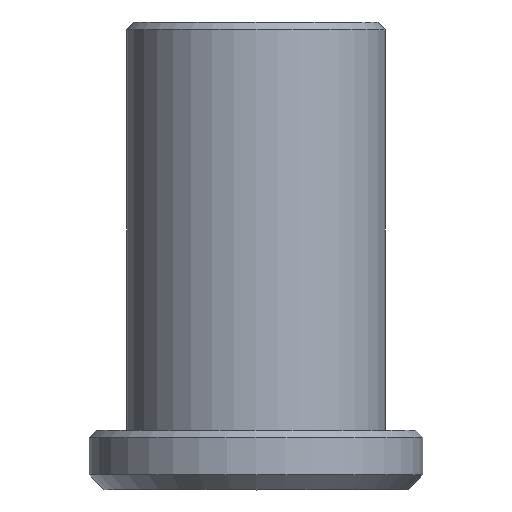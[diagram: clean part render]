
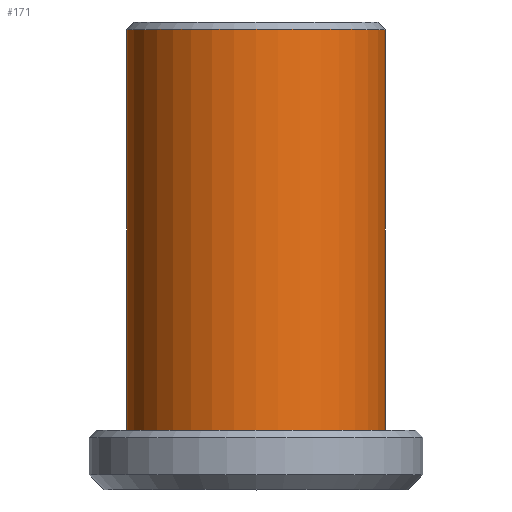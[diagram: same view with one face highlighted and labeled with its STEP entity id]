
A CAD part, top view. The second image highlights one B-rep face of the part: STEP entity #171.
In plain terms, the highlighted cylindrical face has radius 17.45 mm (diameter 34.9 mm), a full revolution.
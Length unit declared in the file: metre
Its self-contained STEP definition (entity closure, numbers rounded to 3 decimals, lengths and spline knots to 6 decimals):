
#15=CYLINDRICAL_SURFACE('',#209,0.01745);
#29=FACE_OUTER_BOUND('',#42,.T.);
#42=EDGE_LOOP('',(#127,#128,#129,#130));
#56=LINE('',#304,#64);
#64=VECTOR('',#245,0.01745);
#72=CIRCLE('',#206,0.01745);
#74=CIRCLE('',#210,0.01745);
#86=VERTEX_POINT('',#296);
#88=VERTEX_POINT('',#303);
#101=EDGE_CURVE('',#86,#86,#72,.T.);
#103=EDGE_CURVE('',#86,#88,#56,.T.);
#104=EDGE_CURVE('',#88,#88,#74,.T.);
#127=ORIENTED_EDGE('',*,*,#101,.F.);
#128=ORIENTED_EDGE('',*,*,#103,.T.);
#129=ORIENTED_EDGE('',*,*,#104,.T.);
#130=ORIENTED_EDGE('',*,*,#103,.F.);
#171=ADVANCED_FACE('',(#29),#15,.T.);
#206=AXIS2_PLACEMENT_3D('',#298,#237,#238);
#209=AXIS2_PLACEMENT_3D('',#302,#243,#244);
#210=AXIS2_PLACEMENT_3D('',#305,#246,#247);
#237=DIRECTION('center_axis',(0.,1.,0.));
#238=DIRECTION('ref_axis',(-1.,0.,0.));
#243=DIRECTION('center_axis',(0.,1.,0.));
#244=DIRECTION('ref_axis',(-1.,0.,0.));
#245=DIRECTION('',(0.,-1.,0.));
#246=DIRECTION('center_axis',(0.,1.,0.));
#247=DIRECTION('ref_axis',(1.,0.,0.));
#296=CARTESIAN_POINT('',(0.01745,0.039,0.));
#298=CARTESIAN_POINT('Origin',(0.,0.039,0.));
#302=CARTESIAN_POINT('Origin',(0.,-0.015,0.));
#303=CARTESIAN_POINT('',(0.01745,-0.015,0.));
#304=CARTESIAN_POINT('',(0.01745,-0.015,0.));
#305=CARTESIAN_POINT('Origin',(0.,-0.015,0.));
